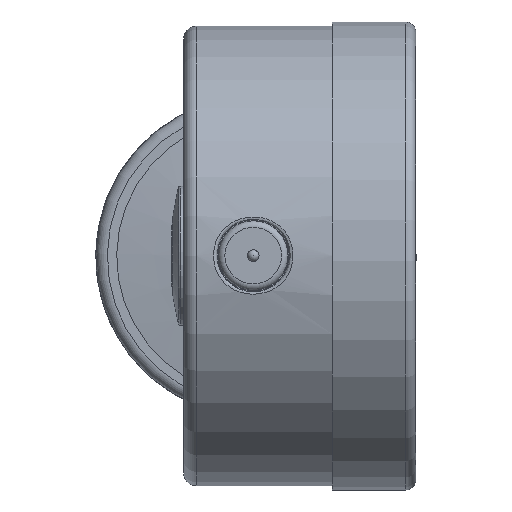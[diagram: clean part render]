
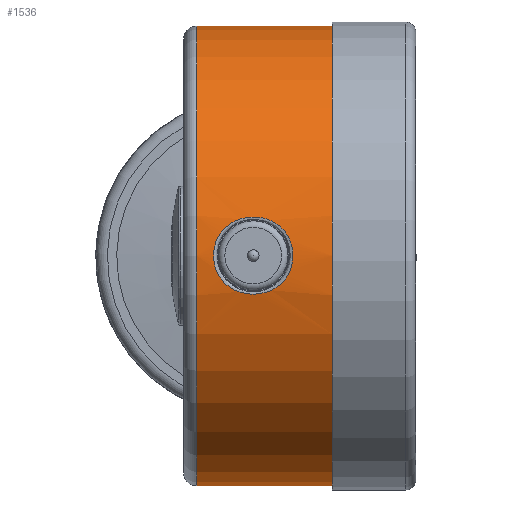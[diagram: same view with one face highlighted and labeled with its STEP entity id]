
A CAD part, top view. The second image highlights one B-rep face of the part: STEP entity #1536.
In plain terms, the highlighted cylindrical face has radius 49.5 mm (diameter 99 mm), a full revolution.
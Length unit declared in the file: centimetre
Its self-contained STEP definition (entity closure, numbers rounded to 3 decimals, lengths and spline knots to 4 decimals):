
#108=LINE('',#2382,#158);
#109=LINE('',#2400,#159);
#158=VECTOR('',#1869,1.3856);
#159=VECTOR('',#1872,1.3856);
#208=FACE_BOUND('',#383,.T.);
#209=FACE_BOUND('',#384,.T.);
#210=FACE_BOUND('',#385,.T.);
#252=B_SPLINE_CURVE_WITH_KNOTS('',3,(#2347,#2348,#2349,#2350,#2351,#2352,
#2353,#2354,#2355,#2356,#2357,#2358,#2359,#2360),.UNSPECIFIED.,.F.,.F.,
(4,1,1,1,1,1,1,1,1,1,1,4),(1.4084,1.5058,1.8822,
2.2587,2.6351,3.0115,3.5135,3.7644,
4.1409,4.5173,4.8938,5.2702),
 .UNSPECIFIED.);
#253=B_SPLINE_CURVE_WITH_KNOTS('',3,(#2361,#2362,#2363,#2364,#2365,#2366,
#2367,#2368,#2369,#2370),.UNSPECIFIED.,.F.,.F.,(4,3,3,4),(0.,0.305,
0.8725,1.4084),.UNSPECIFIED.);
#254=B_SPLINE_CURVE_WITH_KNOTS('',3,(#2375,#2376,#2377,#2378,#2379,#2380),
 .UNSPECIFIED.,.F.,.F.,(4,2,4),(0.7004,0.9845,1.2685),
 .UNSPECIFIED.);
#255=B_SPLINE_CURVE_WITH_KNOTS('',3,(#2384,#2385,#2386,#2387,#2388,#2389),
 .UNSPECIFIED.,.F.,.F.,(4,2,4),(6.6066,6.8906,7.1746),
 .UNSPECIFIED.);
#256=B_SPLINE_CURVE_WITH_KNOTS('',3,(#2393,#2394,#2395,#2396,#2397,#2398),
 .UNSPECIFIED.,.F.,.F.,(4,2,4),(4.6379,4.922,5.206),
 .UNSPECIFIED.);
#257=B_SPLINE_CURVE_WITH_KNOTS('',3,(#2402,#2403,#2404,#2405,#2406,#2407),
 .UNSPECIFIED.,.F.,.F.,(4,2,4),(2.669,2.9531,3.2371),
 .UNSPECIFIED.);
#273=FACE_OUTER_BOUND('',#382,.T.);
#382=EDGE_LOOP('',(#986));
#383=EDGE_LOOP('',(#987,#988));
#384=EDGE_LOOP('',(#989));
#385=EDGE_LOOP('',(#990,#991,#992,#993,#994,#995,#996,#997));
#535=CIRCLE('',#1648,4.95);
#536=CIRCLE('',#1649,4.95);
#537=CIRCLE('',#1650,4.95);
#538=CIRCLE('',#1651,4.95);
#645=VERTEX_POINT('',#2343);
#646=VERTEX_POINT('',#2345);
#647=VERTEX_POINT('',#2346);
#648=VERTEX_POINT('',#2371);
#649=VERTEX_POINT('',#2373);
#650=VERTEX_POINT('',#2374);
#651=VERTEX_POINT('',#2381);
#652=VERTEX_POINT('',#2383);
#653=VERTEX_POINT('',#2390);
#654=VERTEX_POINT('',#2392);
#655=VERTEX_POINT('',#2399);
#656=VERTEX_POINT('',#2401);
#784=EDGE_CURVE('',#645,#645,#535,.T.);
#785=EDGE_CURVE('',#646,#647,#252,.T.);
#786=EDGE_CURVE('',#647,#646,#253,.T.);
#787=EDGE_CURVE('',#648,#648,#536,.T.);
#788=EDGE_CURVE('',#649,#650,#254,.T.);
#789=EDGE_CURVE('',#651,#649,#108,.T.);
#790=EDGE_CURVE('',#652,#651,#255,.T.);
#791=EDGE_CURVE('',#653,#652,#537,.T.);
#792=EDGE_CURVE('',#654,#653,#256,.T.);
#793=EDGE_CURVE('',#655,#654,#109,.T.);
#794=EDGE_CURVE('',#656,#655,#257,.T.);
#795=EDGE_CURVE('',#650,#656,#538,.T.);
#986=ORIENTED_EDGE('',*,*,#784,.F.);
#987=ORIENTED_EDGE('',*,*,#785,.F.);
#988=ORIENTED_EDGE('',*,*,#786,.F.);
#989=ORIENTED_EDGE('',*,*,#787,.T.);
#990=ORIENTED_EDGE('',*,*,#788,.F.);
#991=ORIENTED_EDGE('',*,*,#789,.F.);
#992=ORIENTED_EDGE('',*,*,#790,.F.);
#993=ORIENTED_EDGE('',*,*,#791,.F.);
#994=ORIENTED_EDGE('',*,*,#792,.F.);
#995=ORIENTED_EDGE('',*,*,#793,.F.);
#996=ORIENTED_EDGE('',*,*,#794,.F.);
#997=ORIENTED_EDGE('',*,*,#795,.F.);
#1390=CYLINDRICAL_SURFACE('',#1647,4.95);
#1536=ADVANCED_FACE('',(#273,#208,#209,#210),#1390,.T.);
#1647=AXIS2_PLACEMENT_3D('',#2342,#1863,#1864);
#1648=AXIS2_PLACEMENT_3D('',#2344,#1865,#1866);
#1649=AXIS2_PLACEMENT_3D('',#2372,#1867,#1868);
#1650=AXIS2_PLACEMENT_3D('',#2391,#1870,#1871);
#1651=AXIS2_PLACEMENT_3D('',#2408,#1873,#1874);
#1863=DIRECTION('center_axis',(-1.,0.,0.));
#1864=DIRECTION('ref_axis',(0.,-1.,0.));
#1865=DIRECTION('center_axis',(-1.,0.,0.));
#1866=DIRECTION('ref_axis',(0.,1.,0.));
#1867=DIRECTION('center_axis',(-1.,0.,0.));
#1868=DIRECTION('ref_axis',(0.,-1.,0.));
#1869=DIRECTION('',(1.,0.,0.));
#1870=DIRECTION('center_axis',(1.,0.,0.));
#1871=DIRECTION('ref_axis',(0.,-1.,0.));
#1872=DIRECTION('',(-1.,0.,0.));
#1873=DIRECTION('center_axis',(-1.,0.,0.));
#1874=DIRECTION('ref_axis',(0.,-1.,0.));
#2342=CARTESIAN_POINT('Origin',(0.1575,0.,
11.9));
#2343=CARTESIAN_POINT('',(-1.28,-4.95,11.9));
#2344=CARTESIAN_POINT('Origin',(-1.28,0.,
11.9));
#2345=CARTESIAN_POINT('',(-0.0592,0.8292,16.7801));
#2346=CARTESIAN_POINT('',(0.7901,-0.0926,16.8491));
#2347=CARTESIAN_POINT('Ctrl Pts',(-0.0589,0.8294,
16.78));
#2348=CARTESIAN_POINT('Ctrl Pts',(-0.0914,0.8293,
16.78));
#2349=CARTESIAN_POINT('Ctrl Pts',(-0.25,0.8211,16.7814));
#2350=CARTESIAN_POINT('Ctrl Pts',(-0.5302,0.7415,
16.7953));
#2351=CARTESIAN_POINT('Ctrl Pts',(-0.8138,0.469,
16.8316));
#2352=CARTESIAN_POINT('Ctrl Pts',(-0.9379,0.0954,
16.8544));
#2353=CARTESIAN_POINT('Ctrl Pts',(-0.891,-0.339,
16.8451));
#2354=CARTESIAN_POINT('Ctrl Pts',(-0.65,-0.6598,
16.8074));
#2355=CARTESIAN_POINT('Ctrl Pts',(-0.2999,-0.8188,
16.782));
#2356=CARTESIAN_POINT('Ctrl Pts',(0.0388,-0.8478,
16.7767));
#2357=CARTESIAN_POINT('Ctrl Pts',(0.4102,-0.7411,
16.7954));
#2358=CARTESIAN_POINT('Ctrl Pts',(0.6939,-0.469,
16.8316));
#2359=CARTESIAN_POINT('Ctrl Pts',(0.7767,-0.2193,
16.8468));
#2360=CARTESIAN_POINT('Ctrl Pts',(0.7901,-0.0925,
16.8492));
#2361=CARTESIAN_POINT('Ctrl Pts',(0.7901,-0.0926,
16.8491));
#2362=CARTESIAN_POINT('Ctrl Pts',(0.801,0.0101,16.8511));
#2363=CARTESIAN_POINT('Ctrl Pts',(0.7937,0.1152,16.8497));
#2364=CARTESIAN_POINT('Ctrl Pts',(0.7681,0.2157,16.8453));
#2365=CARTESIAN_POINT('Ctrl Pts',(0.7204,0.4028,16.8371));
#2366=CARTESIAN_POINT('Ctrl Pts',(0.6068,0.5708,16.8182));
#2367=CARTESIAN_POINT('Ctrl Pts',(0.4493,0.6794,16.8031));
#2368=CARTESIAN_POINT('Ctrl Pts',(0.3006,0.782,16.7889));
#2369=CARTESIAN_POINT('Ctrl Pts',(0.1195,0.8291,16.7801));
#2370=CARTESIAN_POINT('Ctrl Pts',(-0.0592,0.8292,
16.7801));
#2371=CARTESIAN_POINT('',(1.64,4.95,11.9));
#2372=CARTESIAN_POINT('Origin',(1.64,0.,11.9));
#2373=CARTESIAN_POINT('',(0.6928,1.1,7.0738));
#2374=CARTESIAN_POINT('',(1.1,0.6928,6.9987));
#2375=CARTESIAN_POINT('Ctrl Pts',(0.6928,1.1,7.0738));
#2376=CARTESIAN_POINT('Ctrl Pts',(0.7765,1.0473,7.0618));
#2377=CARTESIAN_POINT('Ctrl Pts',(0.8529,0.9856,7.0486));
#2378=CARTESIAN_POINT('Ctrl Pts',(0.9856,0.8529,7.0236));
#2379=CARTESIAN_POINT('Ctrl Pts',(1.0473,0.7765,7.0106));
#2380=CARTESIAN_POINT('Ctrl Pts',(1.1,0.6928,6.9987));
#2381=CARTESIAN_POINT('',(-0.6928,1.1,7.0738));
#2382=CARTESIAN_POINT('',(0.1575,1.1,7.0738));
#2383=CARTESIAN_POINT('',(-1.1,0.6928,6.9987));
#2384=CARTESIAN_POINT('Ctrl Pts',(-1.1,0.6928,6.9987));
#2385=CARTESIAN_POINT('Ctrl Pts',(-1.0473,0.7765,7.0106));
#2386=CARTESIAN_POINT('Ctrl Pts',(-0.9856,0.8529,7.0236));
#2387=CARTESIAN_POINT('Ctrl Pts',(-0.8529,0.9856,
7.0486));
#2388=CARTESIAN_POINT('Ctrl Pts',(-0.7765,1.0473,7.0618));
#2389=CARTESIAN_POINT('Ctrl Pts',(-0.6928,1.1,7.0738));
#2390=CARTESIAN_POINT('',(-1.1,-0.6928,6.9987));
#2391=CARTESIAN_POINT('Origin',(-1.1,0.,
11.9));
#2392=CARTESIAN_POINT('',(-0.6928,-1.1,7.0738));
#2393=CARTESIAN_POINT('Ctrl Pts',(-0.6928,-1.1,7.0738));
#2394=CARTESIAN_POINT('Ctrl Pts',(-0.7765,-1.0473,7.0618));
#2395=CARTESIAN_POINT('Ctrl Pts',(-0.8529,-0.9856,
7.0486));
#2396=CARTESIAN_POINT('Ctrl Pts',(-0.9856,-0.8529,
7.0236));
#2397=CARTESIAN_POINT('Ctrl Pts',(-1.0473,-0.7765,
7.0106));
#2398=CARTESIAN_POINT('Ctrl Pts',(-1.1,-0.6928,
6.9987));
#2399=CARTESIAN_POINT('',(0.6928,-1.1,7.0738));
#2400=CARTESIAN_POINT('',(0.1575,-1.1,7.0738));
#2401=CARTESIAN_POINT('',(1.1,-0.6928,6.9987));
#2402=CARTESIAN_POINT('Ctrl Pts',(1.1,-0.6928,6.9987));
#2403=CARTESIAN_POINT('Ctrl Pts',(1.0473,-0.7765,7.0106));
#2404=CARTESIAN_POINT('Ctrl Pts',(0.9856,-0.8529,
7.0236));
#2405=CARTESIAN_POINT('Ctrl Pts',(0.8529,-0.9856,
7.0486));
#2406=CARTESIAN_POINT('Ctrl Pts',(0.7765,-1.0473,7.0618));
#2407=CARTESIAN_POINT('Ctrl Pts',(0.6928,-1.1,7.0738));
#2408=CARTESIAN_POINT('Origin',(1.1,0.,11.9));
